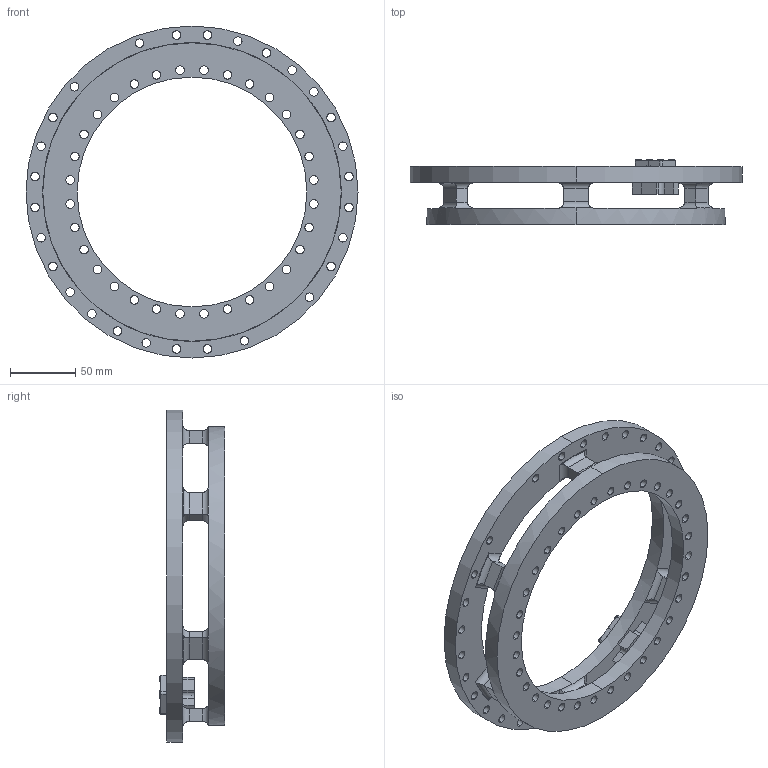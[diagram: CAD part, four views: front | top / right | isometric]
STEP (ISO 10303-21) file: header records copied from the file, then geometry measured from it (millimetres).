
FILE_DESCRIPTION (( 'STEP AP203' ), '1' );
FILE_NAME ('1015001.STEP', '2020-04-08T18:00:21', ( '' ), ( '' ), 'SwSTEP 2.0', 'SolidWorks 2019', '' );
FILE_SCHEMA (( 'CONFIG_CONTROL_DESIGN' ));
Length unit declared in the file: inch
Products named in the file (1): 1015001
Bounding box: 254 x 50.27 x 254 mm (x, y, z)
Volume: 455786.6 mm3; surface area: 124135.8 mm2
Topology: 1 solids, 8 shells, 439 faces, 1167 edges, 748 vertices
Faces by surface type: cylinder 257, plane 158, cone 16, sphere 8
Entity records: 15552 total; most frequent: CARTESIAN_POINT 4180, DIRECTION 2401, ORIENTED_EDGE 2326, EDGE_CURVE 1163, AXIS2_PLACEMENT_3D 939, VERTEX_POINT 748, EDGE_LOOP 591, VECTOR 523
